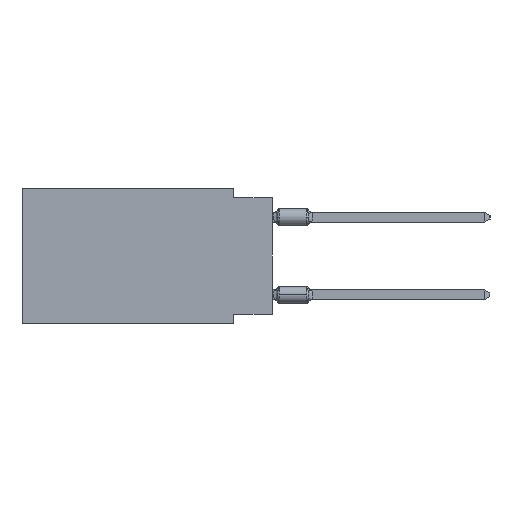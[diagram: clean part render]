
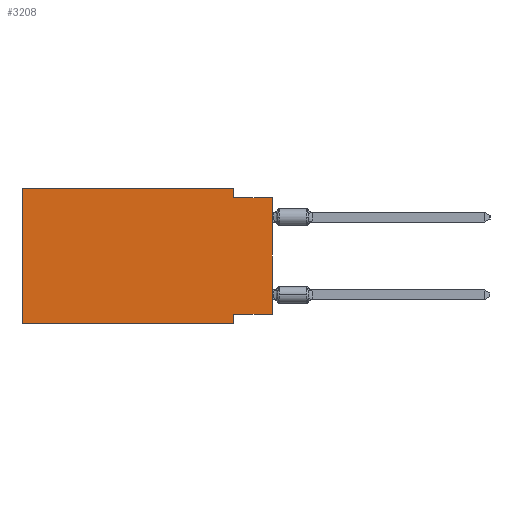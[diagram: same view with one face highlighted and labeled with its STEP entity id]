
A CAD part, left-side view. The second image highlights one B-rep face of the part: STEP entity #3208.
In plain terms, the highlighted planar face has unit normal (-1, 0, 0).
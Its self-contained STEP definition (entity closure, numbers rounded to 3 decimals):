
#14 = CARTESIAN_POINT ( 'NONE',  ( 0., 16.383, 0. ) ) ;
#776 = VECTOR ( 'NONE', #35762, 1000. ) ;
#2795 = LINE ( 'NONE', #23635, #16136 ) ;
#3165 = EDGE_CURVE ( 'NONE', #9804, #23874, #12025, .T. ) ;
#3208 = ADVANCED_FACE ( 'NONE', ( #18515 ), #14803, .F. ) ;
#4078 = EDGE_LOOP ( 'NONE', ( #10793, #7594, #15518, #20394, #25823, #28100, #29552, #26470 ) ) ;
#5319 = LINE ( 'NONE', #20831, #11679 ) ;
#6156 = DIRECTION ( 'NONE',  ( 0., 0., -1. ) ) ;
#6334 = CARTESIAN_POINT ( 'NONE',  ( 0., 16.383, 0. ) ) ;
#6526 = DIRECTION ( 'NONE',  ( 1., 0., 0. ) ) ;
#6666 = LINE ( 'NONE', #15140, #37220 ) ;
#7360 = VECTOR ( 'NONE', #14068, 1000. ) ;
#7594 = ORIENTED_EDGE ( 'NONE', *, *, #34960, .F. ) ;
#9435 = VERTEX_POINT ( 'NONE', #37841 ) ;
#9804 = VERTEX_POINT ( 'NONE', #22229 ) ;
#10793 = ORIENTED_EDGE ( 'NONE', *, *, #23494, .T. ) ;
#10930 = LINE ( 'NONE', #23132, #7360 ) ;
#11679 = VECTOR ( 'NONE', #35412, 1000. ) ;
#11872 = AXIS2_PLACEMENT_3D ( 'NONE', #6334, #6526, #6156 ) ;
#12025 = LINE ( 'NONE', #24037, #26346 ) ;
#12712 = EDGE_CURVE ( 'NONE', #13107, #28785, #5319, .T. ) ;
#13107 = VERTEX_POINT ( 'NONE', #38512 ) ;
#14068 = DIRECTION ( 'NONE',  ( 0., 0., -1. ) ) ;
#14803 = PLANE ( 'NONE',  #11872 ) ;
#15140 = CARTESIAN_POINT ( 'NONE',  ( 0., 0., -0.635 ) ) ;
#15518 = ORIENTED_EDGE ( 'NONE', *, *, #3165, .F. ) ;
#16136 = VECTOR ( 'NONE', #29943, 1000. ) ;
#16779 = DIRECTION ( 'NONE',  ( 0., -1., 0. ) ) ;
#18515 = FACE_OUTER_BOUND ( 'NONE', #4078, .T. ) ;
#18956 = VERTEX_POINT ( 'NONE', #31706 ) ;
#20394 = ORIENTED_EDGE ( 'NONE', *, *, #35138, .F. ) ;
#20399 = CARTESIAN_POINT ( 'NONE',  ( 0., 0., -0.635 ) ) ;
#20820 = VECTOR ( 'NONE', #16779, 1000. ) ;
#20831 = CARTESIAN_POINT ( 'NONE',  ( 0., 16.383, 0. ) ) ;
#22229 = CARTESIAN_POINT ( 'NONE',  ( 0., 2.54, 0. ) ) ;
#22277 = LINE ( 'NONE', #38039, #20820 ) ;
#23132 = CARTESIAN_POINT ( 'NONE',  ( 0., 2.54, -8.89 ) ) ;
#23494 = EDGE_CURVE ( 'NONE', #18956, #32665, #2795, .T. ) ;
#23543 = LINE ( 'NONE', #23745, #776 ) ;
#23635 = CARTESIAN_POINT ( 'NONE',  ( 0., 0., 0. ) ) ;
#23745 = CARTESIAN_POINT ( 'NONE',  ( 0., 16.383, 0. ) ) ;
#23874 = VERTEX_POINT ( 'NONE', #38483 ) ;
#24037 = CARTESIAN_POINT ( 'NONE',  ( 0., 2.54, 0. ) ) ;
#24217 = EDGE_CURVE ( 'NONE', #18956, #34619, #36075, .T. ) ;
#25823 = ORIENTED_EDGE ( 'NONE', *, *, #12712, .F. ) ;
#26346 = VECTOR ( 'NONE', #33293, 1000. ) ;
#26470 = ORIENTED_EDGE ( 'NONE', *, *, #24217, .F. ) ;
#27029 = DIRECTION ( 'NONE',  ( 0., 1., 0. ) ) ;
#27223 = EDGE_CURVE ( 'NONE', #34619, #9435, #10930, .T. ) ;
#27334 = DIRECTION ( 'NONE',  ( 0., -1., 0. ) ) ;
#28100 = ORIENTED_EDGE ( 'NONE', *, *, #38274, .T. ) ;
#28785 = VERTEX_POINT ( 'NONE', #14 ) ;
#28796 = VECTOR ( 'NONE', #27029, 1000. ) ;
#29552 = ORIENTED_EDGE ( 'NONE', *, *, #27223, .F. ) ;
#29943 = DIRECTION ( 'NONE',  ( 0., 0., 1. ) ) ;
#31706 = CARTESIAN_POINT ( 'NONE',  ( 0., 0., -8.255 ) ) ;
#32665 = VERTEX_POINT ( 'NONE', #20399 ) ;
#32722 = CARTESIAN_POINT ( 'NONE',  ( 0., 0., -8.255 ) ) ;
#33293 = DIRECTION ( 'NONE',  ( 0., 0., -1. ) ) ;
#34619 = VERTEX_POINT ( 'NONE', #37206 ) ;
#34960 = EDGE_CURVE ( 'NONE', #23874, #32665, #6666, .T. ) ;
#35138 = EDGE_CURVE ( 'NONE', #28785, #9804, #23543, .T. ) ;
#35412 = DIRECTION ( 'NONE',  ( 0., 0., 1. ) ) ;
#35762 = DIRECTION ( 'NONE',  ( 0., -1., 0. ) ) ;
#36075 = LINE ( 'NONE', #32722, #28796 ) ;
#37206 = CARTESIAN_POINT ( 'NONE',  ( 0., 2.54, -8.255 ) ) ;
#37220 = VECTOR ( 'NONE', #27334, 1000. ) ;
#37841 = CARTESIAN_POINT ( 'NONE',  ( 0., 2.54, -8.89 ) ) ;
#38039 = CARTESIAN_POINT ( 'NONE',  ( 0., 16.383, -8.89 ) ) ;
#38274 = EDGE_CURVE ( 'NONE', #13107, #9435, #22277, .T. ) ;
#38483 = CARTESIAN_POINT ( 'NONE',  ( 0., 2.54, -0.635 ) ) ;
#38512 = CARTESIAN_POINT ( 'NONE',  ( 0., 16.383, -8.89 ) ) ;
